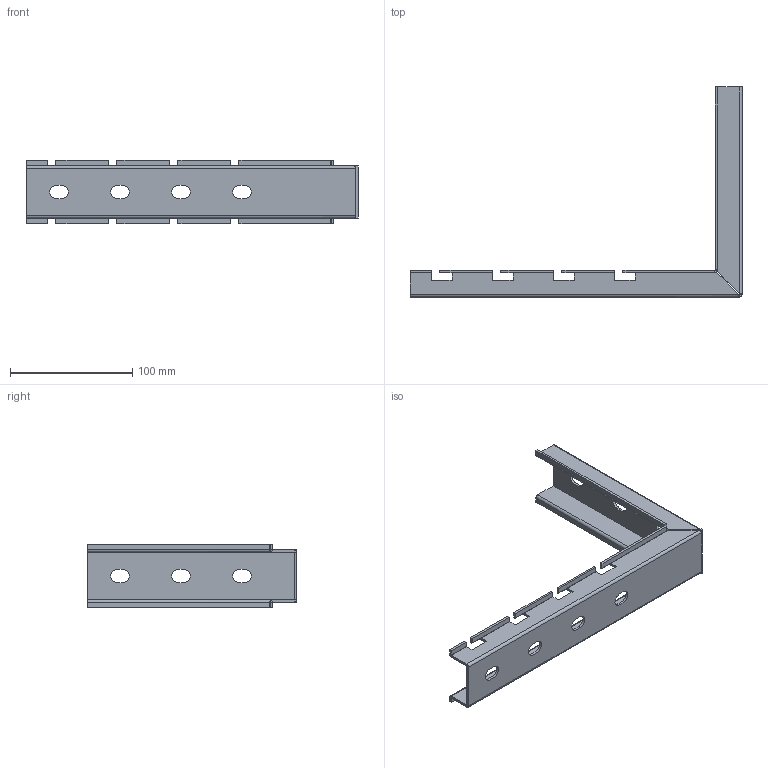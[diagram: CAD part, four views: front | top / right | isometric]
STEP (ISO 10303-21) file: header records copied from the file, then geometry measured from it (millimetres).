
FILE_DESCRIPTION (( 'STEP AP203' ), '1' );
FILE_NAME ('00406520.STEP', '2021-07-08T02:32:24', ( '' ), ( '' ), 'SwSTEP 2.0', 'SolidWorks 2020', '' );
FILE_SCHEMA (( 'CONFIG_CONTROL_DESIGN' ));
Length unit declared in the file: millimetre
Products named in the file (1): 00406520
Bounding box: 272 x 172 x 52 mm (x, y, z)
Volume: 72495.5 mm3; surface area: 76064.3 mm2
Topology: 1 solids, 1 shells, 229 faces, 545 edges, 318 vertices
Faces by surface type: plane 166, cylinder 55, bspline 8
Entity records: 6730 total; most frequent: CARTESIAN_POINT 1405, ORIENTED_EDGE 1090, DIRECTION 1067, EDGE_CURVE 545, VECTOR 403, LINE 403, AXIS2_PLACEMENT_3D 332, VERTEX_POINT 318
